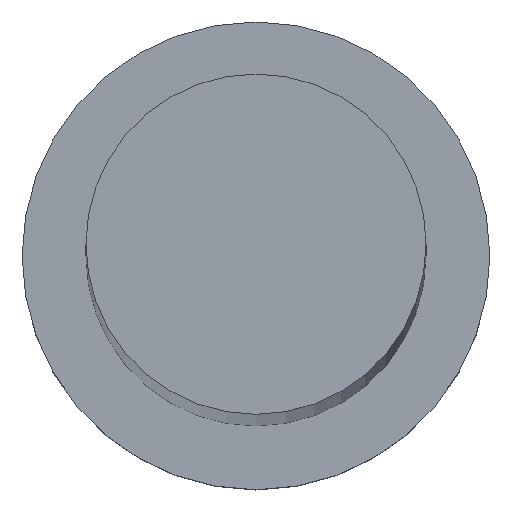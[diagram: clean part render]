
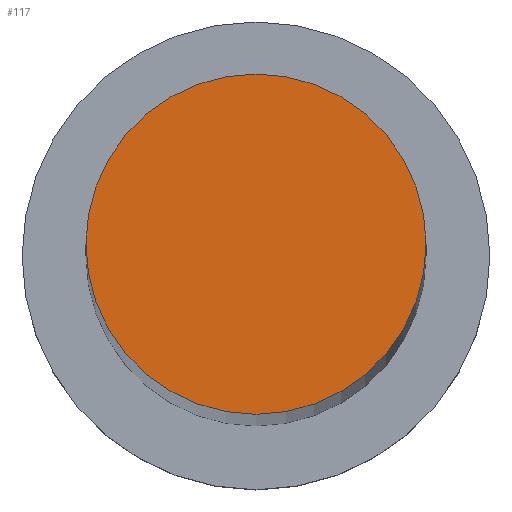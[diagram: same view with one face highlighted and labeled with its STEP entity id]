
A CAD part, top view. The second image highlights one B-rep face of the part: STEP entity #117.
In plain terms, the highlighted planar face has unit normal (0, 0, 1).
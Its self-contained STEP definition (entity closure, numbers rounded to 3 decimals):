
#20 = DIRECTION ( 'NONE',  ( 1., 0., 0. ) ) ;
#22 = CARTESIAN_POINT ( 'NONE',  ( 0., 0., 322. ) ) ;
#34 = EDGE_CURVE ( 'NONE', #97, #177, #136, .T. ) ;
#41 = PLANE ( 'NONE',  #197 ) ;
#56 = CARTESIAN_POINT ( 'NONE',  ( 8., 0., 322. ) ) ;
#65 = CARTESIAN_POINT ( 'NONE',  ( 0., 0., 322. ) ) ;
#86 = EDGE_LOOP ( 'NONE', ( #238, #158 ) ) ;
#90 = EDGE_CURVE ( 'NONE', #177, #97, #248, .T. ) ;
#97 = VERTEX_POINT ( 'NONE', #179 ) ;
#98 = CARTESIAN_POINT ( 'NONE',  ( 0., 0., 322. ) ) ;
#117 = ADVANCED_FACE ( 'NONE', ( #235 ), #41, .T. ) ;
#136 = CIRCLE ( 'NONE', #143, 8. ) ;
#140 = DIRECTION ( 'NONE',  ( 0., 0., 1. ) ) ;
#143 = AXIS2_PLACEMENT_3D ( 'NONE', #22, #174, #217 ) ;
#158 = ORIENTED_EDGE ( 'NONE', *, *, #90, .T. ) ;
#174 = DIRECTION ( 'NONE',  ( 0., 0., 1. ) ) ;
#175 = AXIS2_PLACEMENT_3D ( 'NONE', #98, #140, #194 ) ;
#177 = VERTEX_POINT ( 'NONE', #56 ) ;
#179 = CARTESIAN_POINT ( 'NONE',  ( -8., 0., 322. ) ) ;
#190 = DIRECTION ( 'NONE',  ( 0., 0., 1. ) ) ;
#194 = DIRECTION ( 'NONE',  ( 1., 0., 0. ) ) ;
#197 = AXIS2_PLACEMENT_3D ( 'NONE', #65, #190, #20 ) ;
#217 = DIRECTION ( 'NONE',  ( 1., 0., 0. ) ) ;
#235 = FACE_OUTER_BOUND ( 'NONE', #86, .T. ) ;
#238 = ORIENTED_EDGE ( 'NONE', *, *, #34, .T. ) ;
#248 = CIRCLE ( 'NONE', #175, 8. ) ;
